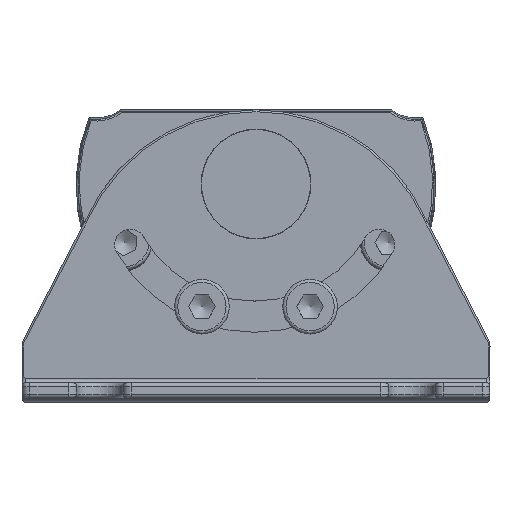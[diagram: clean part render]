
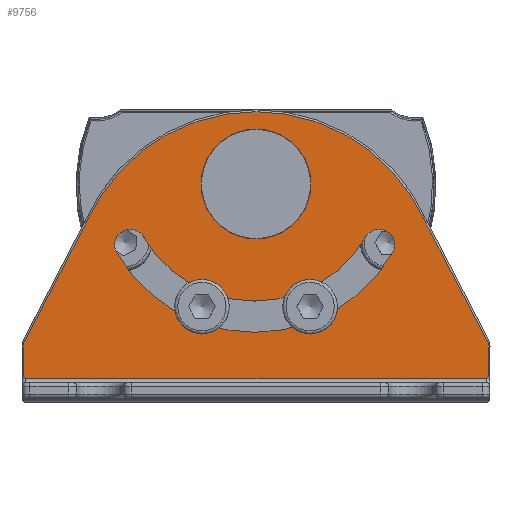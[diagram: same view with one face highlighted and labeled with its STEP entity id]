
A CAD part, top view. The second image highlights one B-rep face of the part: STEP entity #9756.
In plain terms, the highlighted planar face has unit normal (0, 0, 1).
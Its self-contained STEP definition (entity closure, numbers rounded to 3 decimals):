
#300=B_SPLINE_CURVE_WITH_KNOTS('',3,(#33117,#33118,#33119,#33120),
 .UNSPECIFIED.,.F.,.F.,(4,4),(0.,0.034),.UNSPECIFIED.);
#301=B_SPLINE_CURVE_WITH_KNOTS('',3,(#33124,#33125,#33126,#33127),
 .UNSPECIFIED.,.F.,.F.,(4,4),(0.315,0.35),
 .UNSPECIFIED.);
#383=FACE_BOUND('',#2369,.T.);
#384=FACE_BOUND('',#2370,.T.);
#952=CIRCLE('',#11080,23.75);
#953=CIRCLE('',#11081,7.);
#954=CIRCLE('',#11082,20.436);
#955=CIRCLE('',#11083,2.);
#956=CIRCLE('',#11084,16.436);
#957=CIRCLE('',#11085,2.);
#1777=FACE_OUTER_BOUND('',#2368,.T.);
#2368=EDGE_LOOP('',(#8797,#8798,#8799,#8800,#8801,#8802,#8803,#8804));
#2369=EDGE_LOOP('',(#8805));
#2370=EDGE_LOOP('',(#8806,#8807,#8808,#8809));
#3061=LINE('',#33142,#3749);
#3062=LINE('',#33145,#3750);
#3063=LINE('',#33147,#3751);
#3064=LINE('',#33151,#3752);
#3065=LINE('',#33152,#3753);
#3749=VECTOR('',#13922,1.);
#3750=VECTOR('',#13925,1.);
#3751=VECTOR('',#13926,1.);
#3752=VECTOR('',#13929,1.);
#3753=VECTOR('',#13930,1.);
#4664=VERTEX_POINT('',#33102);
#4666=VERTEX_POINT('',#33115);
#4667=VERTEX_POINT('',#33122);
#4668=VERTEX_POINT('',#33123);
#4669=VERTEX_POINT('',#33144);
#4670=VERTEX_POINT('',#33146);
#4671=VERTEX_POINT('',#33148);
#4672=VERTEX_POINT('',#33150);
#4673=VERTEX_POINT('',#33153);
#4674=VERTEX_POINT('',#33155);
#4675=VERTEX_POINT('',#33156);
#4676=VERTEX_POINT('',#33158);
#4677=VERTEX_POINT('',#33160);
#6060=EDGE_CURVE('',#4666,#4664,#300,.T.);
#6061=EDGE_CURVE('',#4667,#4668,#301,.T.);
#6065=EDGE_CURVE('',#4668,#4666,#3061,.T.);
#6066=EDGE_CURVE('',#4669,#4667,#3062,.T.);
#6067=EDGE_CURVE('',#4670,#4669,#3063,.T.);
#6068=EDGE_CURVE('',#4671,#4670,#952,.T.);
#6069=EDGE_CURVE('',#4672,#4671,#3064,.T.);
#6070=EDGE_CURVE('',#4664,#4672,#3065,.T.);
#6071=EDGE_CURVE('',#4673,#4673,#953,.T.);
#6072=EDGE_CURVE('',#4674,#4675,#954,.T.);
#6073=EDGE_CURVE('',#4675,#4676,#955,.T.);
#6074=EDGE_CURVE('',#4676,#4677,#956,.T.);
#6075=EDGE_CURVE('',#4677,#4674,#957,.T.);
#8797=ORIENTED_EDGE('',*,*,#6060,.F.);
#8798=ORIENTED_EDGE('',*,*,#6065,.F.);
#8799=ORIENTED_EDGE('',*,*,#6061,.F.);
#8800=ORIENTED_EDGE('',*,*,#6066,.F.);
#8801=ORIENTED_EDGE('',*,*,#6067,.F.);
#8802=ORIENTED_EDGE('',*,*,#6068,.F.);
#8803=ORIENTED_EDGE('',*,*,#6069,.F.);
#8804=ORIENTED_EDGE('',*,*,#6070,.F.);
#8805=ORIENTED_EDGE('',*,*,#6071,.T.);
#8806=ORIENTED_EDGE('',*,*,#6072,.T.);
#8807=ORIENTED_EDGE('',*,*,#6073,.T.);
#8808=ORIENTED_EDGE('',*,*,#6074,.T.);
#8809=ORIENTED_EDGE('',*,*,#6075,.T.);
#9235=PLANE('',#11079);
#9756=ADVANCED_FACE('',(#1777,#383,#384),#9235,.T.);
#11079=AXIS2_PLACEMENT_3D('',#33143,#13923,#13924);
#11080=AXIS2_PLACEMENT_3D('',#33149,#13927,#13928);
#11081=AXIS2_PLACEMENT_3D('',#33154,#13931,#13932);
#11082=AXIS2_PLACEMENT_3D('',#33157,#13933,#13934);
#11083=AXIS2_PLACEMENT_3D('',#33159,#13935,#13936);
#11084=AXIS2_PLACEMENT_3D('',#33161,#13937,#13938);
#11085=AXIS2_PLACEMENT_3D('',#33162,#13939,#13940);
#13922=DIRECTION('',(-1.,0.,0.));
#13923=DIRECTION('center_axis',(0.,0.,1.));
#13924=DIRECTION('ref_axis',(1.,0.,0.));
#13925=DIRECTION('',(0.,-1.,0.));
#13926=DIRECTION('',(0.46,-0.888,0.));
#13927=DIRECTION('center_axis',(0.,0.,-1.));
#13928=DIRECTION('ref_axis',(-1.,0.,0.));
#13929=DIRECTION('',(0.46,0.888,0.));
#13930=DIRECTION('',(0.,1.,0.));
#13931=DIRECTION('center_axis',(0.,0.,-1.));
#13932=DIRECTION('ref_axis',(1.,0.,0.));
#13933=DIRECTION('center_axis',(0.,0.,-1.));
#13934=DIRECTION('ref_axis',(-1.,0.,0.));
#13935=DIRECTION('center_axis',(0.,0.,-1.));
#13936=DIRECTION('ref_axis',(-1.,0.,0.));
#13937=DIRECTION('center_axis',(0.,0.,1.));
#13938=DIRECTION('ref_axis',(-1.,0.,0.));
#13939=DIRECTION('center_axis',(0.,0.,-1.));
#13940=DIRECTION('ref_axis',(-1.,0.,0.));
#33102=CARTESIAN_POINT('',(-29.979,-18.116,354.));
#33115=CARTESIAN_POINT('',(-29.729,-18.383,354.));
#33117=CARTESIAN_POINT('Ctrl Pts',(-29.729,-18.383,
354.));
#33118=CARTESIAN_POINT('Ctrl Pts',(-29.809,-18.302,354.));
#33119=CARTESIAN_POINT('Ctrl Pts',(-29.9,-18.212,
354.));
#33120=CARTESIAN_POINT('Ctrl Pts',(-29.979,-18.116,
354.));
#33122=CARTESIAN_POINT('',(29.521,-18.116,354.));
#33123=CARTESIAN_POINT('',(29.271,-18.383,354.));
#33124=CARTESIAN_POINT('Ctrl Pts',(29.521,-18.116,354.));
#33125=CARTESIAN_POINT('Ctrl Pts',(29.443,-18.212,354.));
#33126=CARTESIAN_POINT('Ctrl Pts',(29.352,-18.302,354.));
#33127=CARTESIAN_POINT('Ctrl Pts',(29.271,-18.383,354.));
#33142=CARTESIAN_POINT('',(-0.229,-18.383,354.));
#33143=CARTESIAN_POINT('Origin',(-0.229,-7.883,354.));
#33144=CARTESIAN_POINT('',(29.521,-13.77,354.));
#33145=CARTESIAN_POINT('',(29.521,-18.383,354.));
#33146=CARTESIAN_POINT('',(21.488,1.732,354.));
#33147=CARTESIAN_POINT('',(30.437,-15.538,354.));
#33148=CARTESIAN_POINT('',(-21.945,1.732,354.));
#33149=CARTESIAN_POINT('Origin',(-0.229,-7.883,354.));
#33150=CARTESIAN_POINT('',(-29.979,-13.77,354.));
#33151=CARTESIAN_POINT('',(-21.934,1.753,354.));
#33152=CARTESIAN_POINT('',(-29.979,-15.883,354.));
#33153=CARTESIAN_POINT('',(6.771,6.598,354.));
#33154=CARTESIAN_POINT('Origin',(-0.229,6.598,354.));
#33155=CARTESIAN_POINT('',(17.294,-2.191,354.));
#33156=CARTESIAN_POINT('',(-18.102,-2.191,354.));
#33157=CARTESIAN_POINT('Origin',(-0.404,8.027,354.));
#33158=CARTESIAN_POINT('',(-14.638,-0.191,354.));
#33159=CARTESIAN_POINT('Origin',(-16.37,-1.191,354.));
#33160=CARTESIAN_POINT('',(13.83,-0.191,354.));
#33161=CARTESIAN_POINT('Origin',(-0.404,8.027,354.));
#33162=CARTESIAN_POINT('Origin',(15.562,-1.191,354.));
